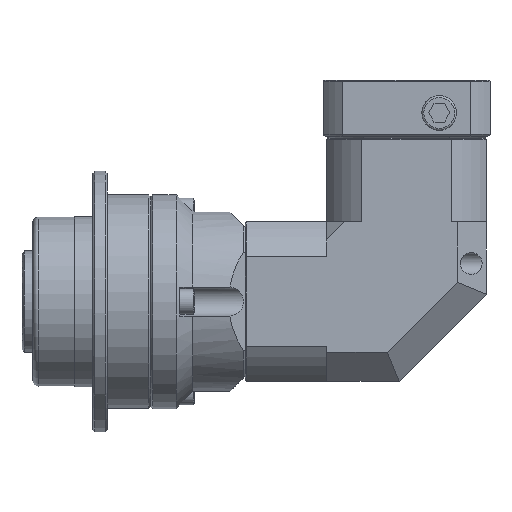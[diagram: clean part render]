
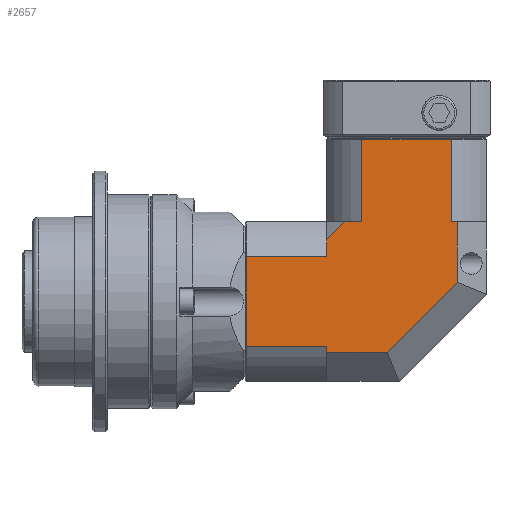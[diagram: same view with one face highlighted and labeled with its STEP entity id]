
A CAD part, left-side view. The second image highlights one B-rep face of the part: STEP entity #2657.
In plain terms, the highlighted planar face has unit normal (-1, 0, 0).
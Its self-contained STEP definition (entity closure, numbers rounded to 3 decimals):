
#2335=CARTESIAN_POINT('',(-27.944,14.146,10.5));
#2336=VERTEX_POINT('',#2335);
#2343=CARTESIAN_POINT('',(-27.944,9.538,10.5));
#2344=VERTEX_POINT('',#2343);
#2345=CARTESIAN_POINT('',(-27.944,9.538,10.5));
#2346=DIRECTION('',(0.0,1.0,0.0));
#2347=VECTOR('',#2346,4.608);
#2348=LINE('',#2345,#2347);
#2349=EDGE_CURVE('',#2344,#2336,#2348,.T.);
#2366=CARTESIAN_POINT('',(-27.944,19.146,0.892));
#2367=VERTEX_POINT('',#2366);
#2368=CARTESIAN_POINT('',(-27.944,19.146,5.5));
#2369=VERTEX_POINT('',#2368);
#2370=CARTESIAN_POINT('',(-27.944,19.146,0.892));
#2371=DIRECTION('',(0.0,0.0,1.0));
#2372=VECTOR('',#2371,4.608);
#2373=LINE('',#2370,#2372);
#2374=EDGE_CURVE('',#2367,#2369,#2373,.T.);
#2556=CARTESIAN_POINT('',(-27.944,-24.854,33.5));
#2557=DIRECTION('',(1.0,0.0,0.0));
#2558=DIRECTION('',(0.0,0.0,-1.0));
#2559=AXIS2_PLACEMENT_3D('',#2556,#2557,#2558);
#2560=PLANE('',#2559);
#2561=CARTESIAN_POINT('',(-27.944,-15.246,10.5));
#2562=VERTEX_POINT('',#2561);
#2563=CARTESIAN_POINT('',(-27.944,-15.246,33.2));
#2564=VERTEX_POINT('',#2563);
#2565=CARTESIAN_POINT('',(-27.944,-15.246,10.5));
#2566=DIRECTION('',(0.0,0.0,1.0));
#2567=VECTOR('',#2566,22.7);
#2568=LINE('',#2565,#2567);
#2569=EDGE_CURVE('',#2562,#2564,#2568,.T.);
#2570=ORIENTED_EDGE('',*,*,#2569,.T.);
#2571=CARTESIAN_POINT('',(-27.944,9.538,33.2));
#2572=VERTEX_POINT('',#2571);
#2573=CARTESIAN_POINT('',(-27.944,-15.246,33.2));
#2574=DIRECTION('',(0.0,1.0,0.0));
#2575=VECTOR('',#2574,24.784);
#2576=LINE('',#2573,#2575);
#2577=EDGE_CURVE('',#2564,#2572,#2576,.T.);
#2578=ORIENTED_EDGE('',*,*,#2577,.T.);
#2579=CARTESIAN_POINT('',(-27.944,9.538,10.5));
#2580=DIRECTION('',(0.0,0.0,1.0));
#2581=VECTOR('',#2580,22.7);
#2582=LINE('',#2579,#2581);
#2583=EDGE_CURVE('',#2344,#2572,#2582,.T.);
#2584=ORIENTED_EDGE('',*,*,#2583,.F.);
#2585=ORIENTED_EDGE('',*,*,#2349,.T.);
#2586=CARTESIAN_POINT('',(-27.944,19.146,5.5));
#2587=DIRECTION('',(0.0,-0.707,0.707));
#2588=VECTOR('',#2587,7.071);
#2589=LINE('',#2586,#2588);
#2590=EDGE_CURVE('',#2369,#2336,#2589,.T.);
#2591=ORIENTED_EDGE('',*,*,#2590,.F.);
#2592=ORIENTED_EDGE('',*,*,#2374,.F.);
#2593=CARTESIAN_POINT('',(-27.944,41.346,0.892));
#2594=VERTEX_POINT('',#2593);
#2595=CARTESIAN_POINT('',(-27.944,19.146,0.892));
#2596=DIRECTION('',(0.0,1.0,0.0));
#2597=VECTOR('',#2596,22.2);
#2598=LINE('',#2595,#2597);
#2599=EDGE_CURVE('',#2367,#2594,#2598,.T.);
#2600=ORIENTED_EDGE('',*,*,#2599,.T.);
#2601=CARTESIAN_POINT('',(-27.944,41.346,-23.892));
#2602=VERTEX_POINT('',#2601);
#2603=CARTESIAN_POINT('',(-27.944,41.346,0.892));
#2604=DIRECTION('',(0.0,0.0,-1.0));
#2605=VECTOR('',#2604,24.784);
#2606=LINE('',#2603,#2605);
#2607=EDGE_CURVE('',#2594,#2602,#2606,.T.);
#2608=ORIENTED_EDGE('',*,*,#2607,.T.);
#2609=CARTESIAN_POINT('',(-27.944,19.146,-23.892));
#2610=VERTEX_POINT('',#2609);
#2611=CARTESIAN_POINT('',(-27.944,19.146,-23.892));
#2612=DIRECTION('',(0.0,1.0,0.0));
#2613=VECTOR('',#2612,22.2);
#2614=LINE('',#2611,#2613);
#2615=EDGE_CURVE('',#2610,#2602,#2614,.T.);
#2616=ORIENTED_EDGE('',*,*,#2615,.F.);
#2617=CARTESIAN_POINT('',(-27.944,19.146,-25.5));
#2618=VERTEX_POINT('',#2617);
#2619=CARTESIAN_POINT('',(-27.944,19.146,-23.892));
#2620=DIRECTION('',(0.0,0.0,-1.0));
#2621=VECTOR('',#2620,1.608);
#2622=LINE('',#2619,#2621);
#2623=EDGE_CURVE('',#2610,#2618,#2622,.T.);
#2624=ORIENTED_EDGE('',*,*,#2623,.T.);
#2625=CARTESIAN_POINT('',(-27.944,2.46,-25.5));
#2626=VERTEX_POINT('',#2625);
#2627=CARTESIAN_POINT('',(-27.944,19.146,-25.5));
#2628=DIRECTION('',(0.0,-1.0,0.0));
#2629=VECTOR('',#2628,16.686);
#2630=LINE('',#2627,#2629);
#2631=EDGE_CURVE('',#2618,#2626,#2630,.T.);
#2632=ORIENTED_EDGE('',*,*,#2631,.T.);
#2633=CARTESIAN_POINT('',(-27.944,-16.854,-6.186));
#2634=VERTEX_POINT('',#2633);
#2635=CARTESIAN_POINT('',(-27.944,2.46,-25.5));
#2636=DIRECTION('',(0.0,-0.707,0.707));
#2637=VECTOR('',#2636,27.314);
#2638=LINE('',#2635,#2637);
#2639=EDGE_CURVE('',#2626,#2634,#2638,.T.);
#2640=ORIENTED_EDGE('',*,*,#2639,.T.);
#2641=CARTESIAN_POINT('',(-27.944,-16.854,10.5));
#2642=VERTEX_POINT('',#2641);
#2643=CARTESIAN_POINT('',(-27.944,-16.854,-6.186));
#2644=DIRECTION('',(0.0,0.0,1.0));
#2645=VECTOR('',#2644,16.686);
#2646=LINE('',#2643,#2645);
#2647=EDGE_CURVE('',#2634,#2642,#2646,.T.);
#2648=ORIENTED_EDGE('',*,*,#2647,.T.);
#2649=CARTESIAN_POINT('',(-27.944,-16.854,10.5));
#2650=DIRECTION('',(0.0,1.0,0.0));
#2651=VECTOR('',#2650,1.608);
#2652=LINE('',#2649,#2651);
#2653=EDGE_CURVE('',#2642,#2562,#2652,.T.);
#2654=ORIENTED_EDGE('',*,*,#2653,.T.);
#2655=EDGE_LOOP('',(#2570,#2578,#2584,#2585,#2591,#2592,#2600,#2608,#2616,#2624,#2632,#2640,#2648,#2654));
#2656=FACE_OUTER_BOUND('',#2655,.T.);
#2657=ADVANCED_FACE('',(#2656),#2560,.F.);
